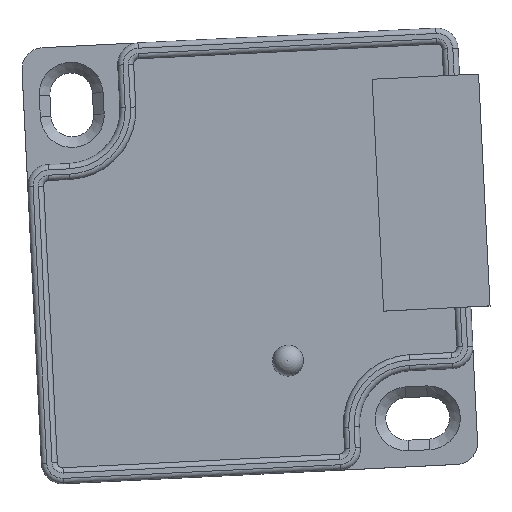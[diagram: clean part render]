
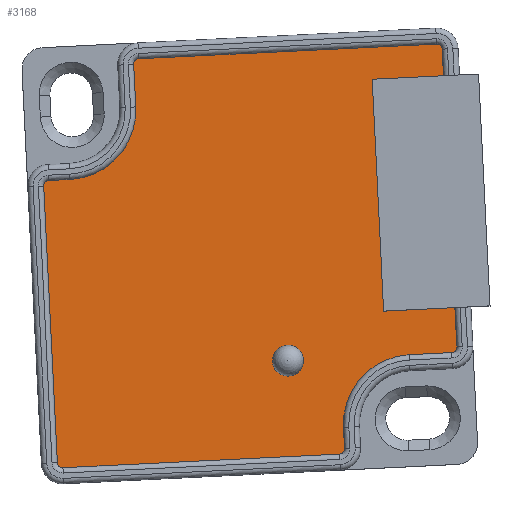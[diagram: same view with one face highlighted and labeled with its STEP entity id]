
A CAD part, top view. The second image highlights one B-rep face of the part: STEP entity #3168.
In plain terms, the highlighted planar face has unit normal (0, 0, 1).
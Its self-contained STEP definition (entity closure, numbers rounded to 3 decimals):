
#56=PLANE('',#3408);
#207=LINE('',#4599,#405);
#210=LINE('',#4607,#408);
#213=LINE('',#4613,#411);
#216=LINE('',#4619,#414);
#220=LINE('',#4629,#418);
#223=LINE('',#4637,#421);
#226=LINE('',#4647,#424);
#229=LINE('',#4657,#427);
#231=LINE('',#4665,#429);
#232=LINE('',#4668,#430);
#233=LINE('',#4669,#431);
#234=LINE('',#4670,#432);
#405=VECTOR('',#3917,1000.);
#408=VECTOR('',#3926,1000.);
#411=VECTOR('',#3931,1000.);
#414=VECTOR('',#3936,1000.);
#418=VECTOR('',#3946,1000.);
#421=VECTOR('',#3955,1000.);
#424=VECTOR('',#3968,1000.);
#427=VECTOR('',#3981,1000.);
#429=VECTOR('',#3991,1000.);
#430=VECTOR('',#3992,1000.);
#431=VECTOR('',#3993,1000.);
#432=VECTOR('',#3994,1000.);
#924=ORIENTED_EDGE('',*,*,#1383,.F.);
#925=ORIENTED_EDGE('',*,*,#1384,.F.);
#926=ORIENTED_EDGE('',*,*,#1385,.T.);
#927=ORIENTED_EDGE('',*,*,#1361,.F.);
#928=ORIENTED_EDGE('',*,*,#1367,.F.);
#929=ORIENTED_EDGE('',*,*,#1366,.F.);
#930=ORIENTED_EDGE('',*,*,#1364,.F.);
#931=ORIENTED_EDGE('',*,*,#1386,.F.);
#932=ORIENTED_EDGE('',*,*,#1381,.F.);
#933=ORIENTED_EDGE('',*,*,#1380,.F.);
#934=ORIENTED_EDGE('',*,*,#1378,.F.);
#935=ORIENTED_EDGE('',*,*,#1351,.F.);
#936=ORIENTED_EDGE('',*,*,#1353,.F.);
#937=ORIENTED_EDGE('',*,*,#1355,.F.);
#938=ORIENTED_EDGE('',*,*,#1376,.F.);
#939=ORIENTED_EDGE('',*,*,#1375,.F.);
#940=ORIENTED_EDGE('',*,*,#1372,.F.);
#941=ORIENTED_EDGE('',*,*,#1358,.F.);
#942=ORIENTED_EDGE('',*,*,#1371,.F.);
#943=ORIENTED_EDGE('',*,*,#1370,.F.);
#944=ORIENTED_EDGE('',*,*,#1387,.T.);
#1351=EDGE_CURVE('',#1607,#1606,#207,.T.);
#1353=EDGE_CURVE('',#1608,#1607,#1782,.T.);
#1355=EDGE_CURVE('',#1609,#1608,#210,.T.);
#1358=EDGE_CURVE('',#1611,#1610,#213,.T.);
#1361=EDGE_CURVE('',#1613,#1612,#216,.T.);
#1364=EDGE_CURVE('',#1615,#1614,#1783,.T.);
#1366=EDGE_CURVE('',#1614,#1616,#220,.T.);
#1367=EDGE_CURVE('',#1616,#1613,#1784,.T.);
#1370=EDGE_CURVE('',#1618,#1617,#223,.T.);
#1371=EDGE_CURVE('',#1617,#1611,#1785,.T.);
#1372=EDGE_CURVE('',#1610,#1619,#1786,.T.);
#1375=EDGE_CURVE('',#1619,#1620,#226,.T.);
#1376=EDGE_CURVE('',#1620,#1609,#1787,.T.);
#1378=EDGE_CURVE('',#1606,#1621,#1788,.T.);
#1380=EDGE_CURVE('',#1621,#1622,#229,.T.);
#1381=EDGE_CURVE('',#1622,#1623,#1789,.T.);
#1383=EDGE_CURVE('',#1624,#1624,#1790,.F.);
#1384=EDGE_CURVE('',#1625,#1626,#231,.T.);
#1385=EDGE_CURVE('',#1625,#1612,#232,.T.);
#1386=EDGE_CURVE('',#1623,#1615,#233,.T.);
#1387=EDGE_CURVE('',#1618,#1626,#234,.T.);
#1606=VERTEX_POINT('',#4596);
#1607=VERTEX_POINT('',#4598);
#1608=VERTEX_POINT('',#4602);
#1609=VERTEX_POINT('',#4606);
#1610=VERTEX_POINT('',#4610);
#1611=VERTEX_POINT('',#4612);
#1612=VERTEX_POINT('',#4616);
#1613=VERTEX_POINT('',#4618);
#1614=VERTEX_POINT('',#4622);
#1615=VERTEX_POINT('',#4624);
#1616=VERTEX_POINT('',#4628);
#1617=VERTEX_POINT('',#4634);
#1618=VERTEX_POINT('',#4636);
#1619=VERTEX_POINT('',#4642);
#1620=VERTEX_POINT('',#4646);
#1621=VERTEX_POINT('',#4652);
#1622=VERTEX_POINT('',#4656);
#1623=VERTEX_POINT('',#4660);
#1624=VERTEX_POINT('',#4664);
#1625=VERTEX_POINT('',#4666);
#1626=VERTEX_POINT('',#4667);
#1782=CIRCLE('',#3386,0.5);
#1783=CIRCLE('',#3391,0.5);
#1784=CIRCLE('',#3394,0.5);
#1785=CIRCLE('',#3397,0.5);
#1786=CIRCLE('',#3399,6.5);
#1787=CIRCLE('',#3402,0.5);
#1788=CIRCLE('',#3404,0.5);
#1789=CIRCLE('',#3407,6.5);
#1790=CIRCLE('',#3409,1.45);
#1912=EDGE_LOOP('',(#924));
#1913=EDGE_LOOP('',(#925,#926,#927,#928,#929,#930,#931,#932,#933,#934,#935,
#936,#937,#938,#939,#940,#941,#942,#943,#944));
#2050=FACE_BOUND('',#1912,.T.);
#2051=FACE_BOUND('',#1913,.T.);
#3168=ADVANCED_FACE('',(#2050,#2051),#56,.F.);
#3386=AXIS2_PLACEMENT_3D('',#4603,#3921,#3922);
#3391=AXIS2_PLACEMENT_3D('',#4625,#3941,#3942);
#3394=AXIS2_PLACEMENT_3D('',#4631,#3949,#3950);
#3397=AXIS2_PLACEMENT_3D('',#4639,#3958,#3959);
#3399=AXIS2_PLACEMENT_3D('',#4641,#3962,#3963);
#3402=AXIS2_PLACEMENT_3D('',#4649,#3971,#3972);
#3404=AXIS2_PLACEMENT_3D('',#4653,#3976,#3977);
#3407=AXIS2_PLACEMENT_3D('',#4659,#3984,#3985);
#3408=AXIS2_PLACEMENT_3D('',#4662,#3987,#3988);
#3409=AXIS2_PLACEMENT_3D('',#4663,#3989,#3990);
#3917=DIRECTION('',(-0.049,0.999,0.));
#3921=DIRECTION('',(0.,0.,-1.));
#3922=DIRECTION('',(0.999,0.049,0.));
#3926=DIRECTION('',(-0.999,-0.049,0.));
#3931=DIRECTION('',(-0.999,-0.049,0.));
#3936=DIRECTION('',(0.049,-0.999,0.));
#3941=DIRECTION('',(0.,0.,-1.));
#3942=DIRECTION('',(0.999,0.049,0.));
#3946=DIRECTION('',(0.999,0.049,0.));
#3949=DIRECTION('',(0.,0.,-1.));
#3950=DIRECTION('',(-0.999,-0.049,0.));
#3955=DIRECTION('',(0.049,-0.999,0.));
#3958=DIRECTION('',(0.,0.,-1.));
#3959=DIRECTION('',(-0.999,-0.049,0.));
#3962=DIRECTION('',(0.,0.,1.));
#3963=DIRECTION('',(0.999,0.049,0.));
#3968=DIRECTION('',(0.049,-0.999,0.));
#3971=DIRECTION('',(0.,0.,-1.));
#3972=DIRECTION('',(-0.999,-0.049,0.));
#3976=DIRECTION('',(0.,0.,-1.));
#3977=DIRECTION('',(0.999,0.049,0.));
#3981=DIRECTION('',(0.999,0.049,0.));
#3984=DIRECTION('',(0.,0.,1.));
#3985=DIRECTION('',(-0.999,-0.049,0.));
#3987=DIRECTION('',(0.,0.,-1.));
#3988=DIRECTION('',(-0.999,-0.049,0.));
#3989=DIRECTION('',(0.,0.,-1.));
#3990=DIRECTION('',(0.,1.,0.));
#3991=DIRECTION('',(0.049,-0.999,0.));
#3992=DIRECTION('',(0.999,0.049,0.));
#3993=DIRECTION('',(-0.049,0.999,0.));
#3994=DIRECTION('',(-0.999,-0.049,0.));
#4596=CARTESIAN_POINT('',(45.616,70.115,29.));
#4598=CARTESIAN_POINT('',(46.895,44.147,29.));
#4599=CARTESIAN_POINT('',(45.616,70.115,29.));
#4602=CARTESIAN_POINT('',(47.419,43.672,29.));
#4603=CARTESIAN_POINT('',(47.395,44.172,29.));
#4606=CARTESIAN_POINT('',(73.388,44.952,29.));
#4607=CARTESIAN_POINT('',(47.419,43.672,29.));
#4610=CARTESIAN_POINT('',(79.936,54.285,29.));
#4612=CARTESIAN_POINT('',(83.931,54.482,29.));
#4613=CARTESIAN_POINT('',(83.931,54.482,29.));
#4616=CARTESIAN_POINT('',(83.151,80.475,29.));
#4618=CARTESIAN_POINT('',(83.028,82.972,29.));
#4619=CARTESIAN_POINT('',(84.406,55.006,29.));
#4622=CARTESIAN_POINT('',(54.538,82.069,29.));
#4624=CARTESIAN_POINT('',(54.063,81.545,29.));
#4625=CARTESIAN_POINT('',(54.563,81.57,29.));
#4628=CARTESIAN_POINT('',(82.504,83.447,29.));
#4629=CARTESIAN_POINT('',(54.538,82.069,29.));
#4631=CARTESIAN_POINT('',(82.529,82.948,29.));
#4634=CARTESIAN_POINT('',(84.406,55.006,29.));
#4636=CARTESIAN_POINT('',(84.224,58.702,29.));
#4637=CARTESIAN_POINT('',(84.406,55.006,29.));
#4639=CARTESIAN_POINT('',(83.907,54.981,29.));
#4641=CARTESIAN_POINT('',(80.256,47.793,29.));
#4642=CARTESIAN_POINT('',(73.764,47.473,29.));
#4646=CARTESIAN_POINT('',(73.862,45.476,29.));
#4647=CARTESIAN_POINT('',(73.764,47.473,29.));
#4649=CARTESIAN_POINT('',(73.363,45.451,29.));
#4652=CARTESIAN_POINT('',(46.09,70.639,29.));
#4653=CARTESIAN_POINT('',(46.115,70.14,29.));
#4656=CARTESIAN_POINT('',(48.088,70.738,29.));
#4657=CARTESIAN_POINT('',(48.088,70.738,29.));
#4659=CARTESIAN_POINT('',(47.768,77.23,29.));
#4660=CARTESIAN_POINT('',(54.26,77.55,29.));
#4662=CARTESIAN_POINT('',(54.563,81.57,29.));
#4663=CARTESIAN_POINT('',(68.55,53.724,29.));
#4664=CARTESIAN_POINT('',(68.55,55.174,29.));
#4665=CARTESIAN_POINT('',(76.336,82.642,29.));
#4666=CARTESIAN_POINT('',(76.459,80.145,29.));
#4667=CARTESIAN_POINT('',(77.532,58.372,29.));
#4668=CARTESIAN_POINT('',(54.686,79.073,29.));
#4669=CARTESIAN_POINT('',(54.26,77.55,29.));
#4670=CARTESIAN_POINT('',(55.759,57.299,29.));
